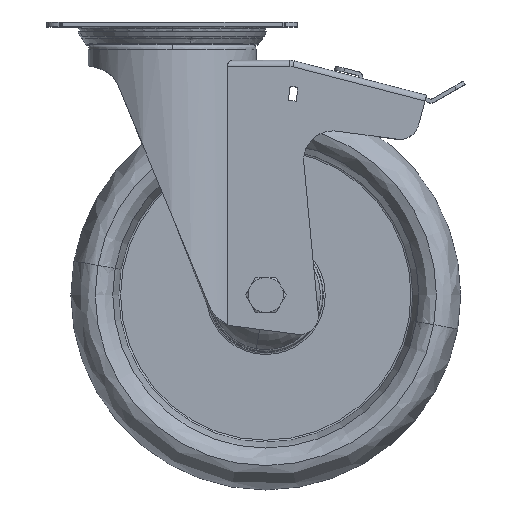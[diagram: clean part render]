
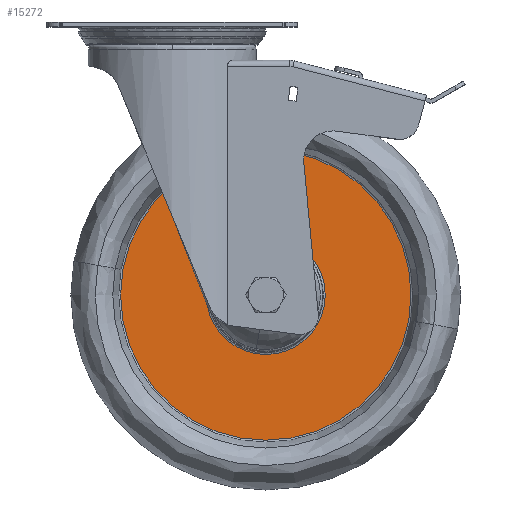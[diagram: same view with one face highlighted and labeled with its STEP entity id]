
A CAD part, top view. The second image highlights one B-rep face of the part: STEP entity #15272.
In plain terms, the highlighted planar face has unit normal (0, 0, 1).
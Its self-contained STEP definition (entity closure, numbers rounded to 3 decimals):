
#243 = DIRECTION ( 'NONE',  ( -0.174, -0.985, 0. ) ) ;
#497 = DIRECTION ( 'NONE',  ( 0.174, 0.985, 0. ) ) ;
#3356 = DIRECTION ( 'NONE',  ( 0.174, 0.985, 0. ) ) ;
#3486 = CARTESIAN_POINT ( 'NONE',  ( 38.777, -132.192, -61.116 ) ) ;
#4215 = EDGE_CURVE ( 'NONE', #22971, #8096, #33453, .T. ) ;
#5655 = CIRCLE ( 'NONE', #8885, 74.476 ) ;
#6745 = ORIENTED_EDGE ( 'NONE', *, *, #32341, .F. ) ;
#8096 = VERTEX_POINT ( 'NONE', #12279 ) ;
#8202 = CARTESIAN_POINT ( 'NONE',  ( 33.473, -162.225, -61.116 ) ) ;
#8250 = ORIENTED_EDGE ( 'NONE', *, *, #24830, .T. ) ;
#8873 = DIRECTION ( 'NONE',  ( 0., 0., 1. ) ) ;
#8882 = CARTESIAN_POINT ( 'NONE',  ( -34.564, -119.239, -61.116 ) ) ;
#8885 = AXIS2_PLACEMENT_3D ( 'NONE', #12189, #34003, #3356 ) ;
#9114 = VERTEX_POINT ( 'NONE', #8202 ) ;
#9327 = CIRCLE ( 'NONE', #25343, 30.497 ) ;
#10384 = EDGE_CURVE ( 'NONE', #13354, #9114, #18148, .T. ) ;
#12086 = CARTESIAN_POINT ( 'NONE',  ( 38.777, -132.192, -61.116 ) ) ;
#12189 = CARTESIAN_POINT ( 'NONE',  ( 38.777, -132.192, -61.116 ) ) ;
#12279 = CARTESIAN_POINT ( 'NONE',  ( 25.823, -205.534, -61.116 ) ) ;
#13354 = VERTEX_POINT ( 'NONE', #30435 ) ;
#13506 = FACE_BOUND ( 'NONE', #25113, .T. ) ;
#14687 = CARTESIAN_POINT ( 'NONE',  ( 38.777, -132.192, -61.116 ) ) ;
#15272 = ADVANCED_FACE ( 'NONE', ( #13506, #34899 ), #24932, .F. ) ;
#16398 = ORIENTED_EDGE ( 'NONE', *, *, #10384, .F. ) ;
#18096 = DIRECTION ( 'NONE',  ( 0.174, 0.985, 0. ) ) ;
#18148 = CIRCLE ( 'NONE', #22661, 30.497 ) ;
#22661 = AXIS2_PLACEMENT_3D ( 'NONE', #12086, #8873, #18096 ) ;
#22971 = VERTEX_POINT ( 'NONE', #31212 ) ;
#24320 = DIRECTION ( 'NONE',  ( 0., 0., -1. ) ) ;
#24830 = EDGE_CURVE ( 'NONE', #8096, #22971, #5655, .T. ) ;
#24932 = PLANE ( 'NONE',  #39576 ) ;
#25113 = EDGE_LOOP ( 'NONE', ( #16398, #6745 ) ) ;
#25343 = AXIS2_PLACEMENT_3D ( 'NONE', #14687, #33271, #30260 ) ;
#25348 = DIRECTION ( 'NONE',  ( 0., 0., 1. ) ) ;
#27772 = ORIENTED_EDGE ( 'NONE', *, *, #4215, .T. ) ;
#30260 = DIRECTION ( 'NONE',  ( 0.174, 0.985, 0. ) ) ;
#30435 = CARTESIAN_POINT ( 'NONE',  ( 44.081, -102.16, -61.116 ) ) ;
#31212 = CARTESIAN_POINT ( 'NONE',  ( 51.73, -58.851, -61.116 ) ) ;
#32341 = EDGE_CURVE ( 'NONE', #9114, #13354, #9327, .T. ) ;
#33271 = DIRECTION ( 'NONE',  ( 0., 0., 1. ) ) ;
#33453 = CIRCLE ( 'NONE', #37923, 74.476 ) ;
#34003 = DIRECTION ( 'NONE',  ( 0., 0., 1. ) ) ;
#34899 = FACE_OUTER_BOUND ( 'NONE', #36024, .T. ) ;
#36024 = EDGE_LOOP ( 'NONE', ( #27772, #8250 ) ) ;
#37923 = AXIS2_PLACEMENT_3D ( 'NONE', #3486, #25348, #497 ) ;
#39576 = AXIS2_PLACEMENT_3D ( 'NONE', #8882, #24320, #243 ) ;
